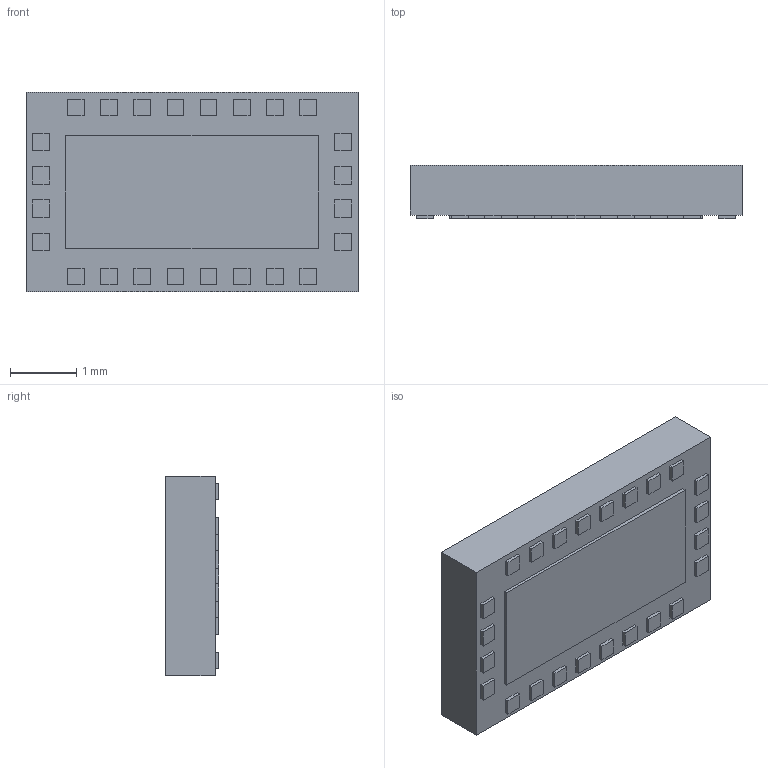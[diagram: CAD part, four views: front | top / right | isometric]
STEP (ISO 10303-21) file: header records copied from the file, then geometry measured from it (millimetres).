
FILE_DESCRIPTION (( 'STEP AP214' ), '1' );
FILE_NAME ('Qorvo_5x3(QPF4288A).STEP', '2024-07-29T17:46:42', ( '' ), ( '' ), 'SwSTEP 2.0', 'SolidWorks 2022', '' );
FILE_SCHEMA (( 'AUTOMOTIVE_DESIGN' ));
Length unit declared in the file: millimetre
Products named in the file (1): Qorvo_5x3(QPF4288A)
Bounding box: 5 x 0.8 x 3 mm (x, y, z)
Volume: 11.6 mm3; surface area: 43.8 mm2
Topology: 1 solids, 1 shells, 174 faces, 426 edges, 284 vertices
Faces by surface type: plane 159, bspline 13, cylinder 2
Entity records: 6293 total; most frequent: CARTESIAN_POINT 1594, ORIENTED_EDGE 852, DIRECTION 728, EDGE_CURVE 426, VECTOR 396, LINE 396, VERTEX_POINT 284, EDGE_LOOP 204
